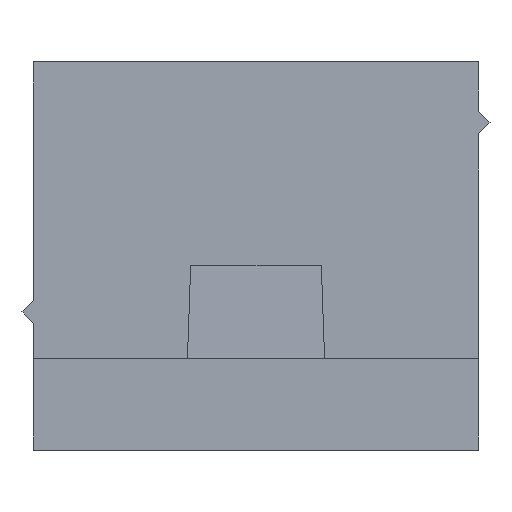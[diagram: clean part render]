
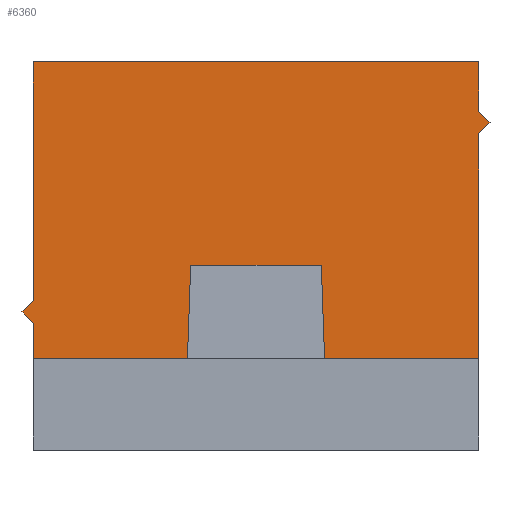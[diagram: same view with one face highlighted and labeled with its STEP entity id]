
A CAD part, left-side view. The second image highlights one B-rep face of the part: STEP entity #6360.
In plain terms, the highlighted face is planar.
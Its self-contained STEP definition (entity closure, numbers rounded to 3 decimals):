
#60=CARTESIAN_POINT('',(1.078,19.,15.));
#70=DIRECTION('',(1.,0.,0.));
#80=VECTOR('',#70,1.);
#90=LINE('',#60,#80);
#100=CARTESIAN_POINT('',(-56.15,19.,15.));
#110=VERTEX_POINT('',#100);
#120=CARTESIAN_POINT('',(-36.65,19.,15.));
#130=VERTEX_POINT('',#120);
#140=EDGE_CURVE('',#110,#130,#90,.T.);
#3660=CARTESIAN_POINT('',(-36.65,19.,
2.));
#3670=VERTEX_POINT('',#3660);
#3700=CARTESIAN_POINT('',(1.078,19.,
2.));
#3710=DIRECTION('',(1.,0.,0.));
#3720=VECTOR('',#3710,1.);
#3730=LINE('',#3700,#3720);
#3740=CARTESIAN_POINT('',(-44.897,19.,
2.));
#3750=VERTEX_POINT('',#3740);
#3760=EDGE_CURVE('',#3750,#3670,#3730,.T.);
#4120=CARTESIAN_POINT('',(-47.903,19.,
2.));
#4130=VERTEX_POINT('',#4120);
#4160=CARTESIAN_POINT('',(-56.15,19.,
2.));
#4170=VERTEX_POINT('',#4160);
#4180=EDGE_CURVE('',#4170,#4130,#3730,.T.);
#4740=CARTESIAN_POINT('',(-47.76,19.,
6.1));
#4750=VERTEX_POINT('',#4740);
#4780=CARTESIAN_POINT('',(-47.973,19.,
0.));
#4790=DIRECTION('',(0.035,0.,
0.999));
#4800=VECTOR('',#4790,1.);
#4810=LINE('',#4780,#4800);
#4820=EDGE_CURVE('',#4130,#4750,#4810,.T.);
#5510=CARTESIAN_POINT('',(-46.4,19.,
5.75));
#5520=DIRECTION('',(0.,-1.,0.));
#5530=DIRECTION('',(1.,0.,0.));
#5540=AXIS2_PLACEMENT_3D('',#5510,#5520,#5530);
#5550=PLANE('',#5540);
#5560=ORIENTED_EDGE('',*,*,#4180,.F.);
#5570=ORIENTED_EDGE('',*,*,#4820,.F.);
#5580=CARTESIAN_POINT('',(1.078,19.,
6.1));
#5590=DIRECTION('',(-1.,0.,0.));
#5600=VECTOR('',#5590,1.);
#5610=LINE('',#5580,#5600);
#5620=CARTESIAN_POINT('',(-45.04,19.,
6.1));
#5630=VERTEX_POINT('',#5620);
#5640=EDGE_CURVE('',#5630,#4750,#5610,.T.);
#5650=ORIENTED_EDGE('',*,*,#5640,.T.);
#5660=CARTESIAN_POINT('',(-44.827,19.,
0.));
#5670=DIRECTION('',(0.035,0.,
-0.999));
#5680=VECTOR('',#5670,1.);
#5690=LINE('',#5660,#5680);
#5700=EDGE_CURVE('',#5630,#3750,#5690,.T.);
#5710=ORIENTED_EDGE('',*,*,#5700,.F.);
#5720=ORIENTED_EDGE('',*,*,#3760,.F.);
#5730=CARTESIAN_POINT('',(-36.65,19.,
0.));
#5740=DIRECTION('',(0.,0.,1.));
#5750=VECTOR('',#5740,1.);
#5760=LINE('',#5730,#5750);
#5770=CARTESIAN_POINT('',(-36.65,19.,
3.55));
#5780=VERTEX_POINT('',#5770);
#5790=EDGE_CURVE('',#3670,#5780,#5760,.T.);
#5800=ORIENTED_EDGE('',*,*,#5790,.F.);
#5810=CARTESIAN_POINT('',(0.578,19.,
40.778));
#5820=DIRECTION('',(-0.707,0.,
-0.707));
#5830=VECTOR('',#5820,1.);
#5840=LINE('',#5810,#5830);
#5850=CARTESIAN_POINT('',(-36.15,19.,
4.05));
#5860=VERTEX_POINT('',#5850);
#5870=EDGE_CURVE('',#5860,#5780,#5840,.T.);
#5880=ORIENTED_EDGE('',*,*,#5870,.T.);
#5890=CARTESIAN_POINT('',(0.578,19.,
-32.678));
#5900=DIRECTION('',(0.707,0.,
-0.707));
#5910=VECTOR('',#5900,1.);
#5920=LINE('',#5890,#5910);
#5930=CARTESIAN_POINT('',(-36.65,19.,
4.55));
#5940=VERTEX_POINT('',#5930);
#5950=EDGE_CURVE('',#5940,#5860,#5920,.T.);
#5960=ORIENTED_EDGE('',*,*,#5950,.T.);
#5970=CARTESIAN_POINT('',(-36.65,19.,
0.));
#5980=DIRECTION('',(0.,0.,1.));
#5990=VECTOR('',#5980,1.);
#6000=LINE('',#5970,#5990);
#6010=EDGE_CURVE('',#5940,#130,#6000,.T.);
#6020=ORIENTED_EDGE('',*,*,#6010,.F.);
#6030=ORIENTED_EDGE('',*,*,#140,.T.);
#6040=CARTESIAN_POINT('',(-56.15,19.,
0.));
#6050=DIRECTION('',(0.,0.,-1.));
#6060=VECTOR('',#6050,1.);
#6070=LINE('',#6040,#6060);
#6080=CARTESIAN_POINT('',(-56.15,19.,
12.85));
#6090=VERTEX_POINT('',#6080);
#6100=EDGE_CURVE('',#110,#6090,#6070,.T.);
#6110=ORIENTED_EDGE('',*,*,#6100,.F.);
#6120=CARTESIAN_POINT('',(1.078,19.,
70.078));
#6130=DIRECTION('',(0.707,0.,
0.707));
#6140=VECTOR('',#6130,1.);
#6150=LINE('',#6120,#6140);
#6160=CARTESIAN_POINT('',(-56.65,19.,
12.35));
#6170=VERTEX_POINT('',#6160);
#6180=EDGE_CURVE('',#6170,#6090,#6150,.T.);
#6190=ORIENTED_EDGE('',*,*,#6180,.T.);
#6200=CARTESIAN_POINT('',(-44.3,19.,
0.));
#6210=DIRECTION('',(-0.707,0.,
0.707));
#6220=VECTOR('',#6210,1.);
#6230=LINE('',#6200,#6220);
#6240=CARTESIAN_POINT('',(-56.15,19.,
11.85));
#6250=VERTEX_POINT('',#6240);
#6260=EDGE_CURVE('',#6250,#6170,#6230,.T.);
#6270=ORIENTED_EDGE('',*,*,#6260,.T.);
#6280=CARTESIAN_POINT('',(-56.15,19.,
0.));
#6290=DIRECTION('',(0.,0.,-1.));
#6300=VECTOR('',#6290,1.);
#6310=LINE('',#6280,#6300);
#6320=EDGE_CURVE('',#6250,#4170,#6310,.T.);
#6330=ORIENTED_EDGE('',*,*,#6320,.F.);
#6340=EDGE_LOOP('',(#6330,#6270,#6190,#6110,#6030,#6020,#5960,#5880,
#5800,#5720,#5710,#5650,#5570,#5560));
#6350=FACE_OUTER_BOUND('',#6340,.T.);
#6360=ADVANCED_FACE('',(#6350),#5550,.F.);
